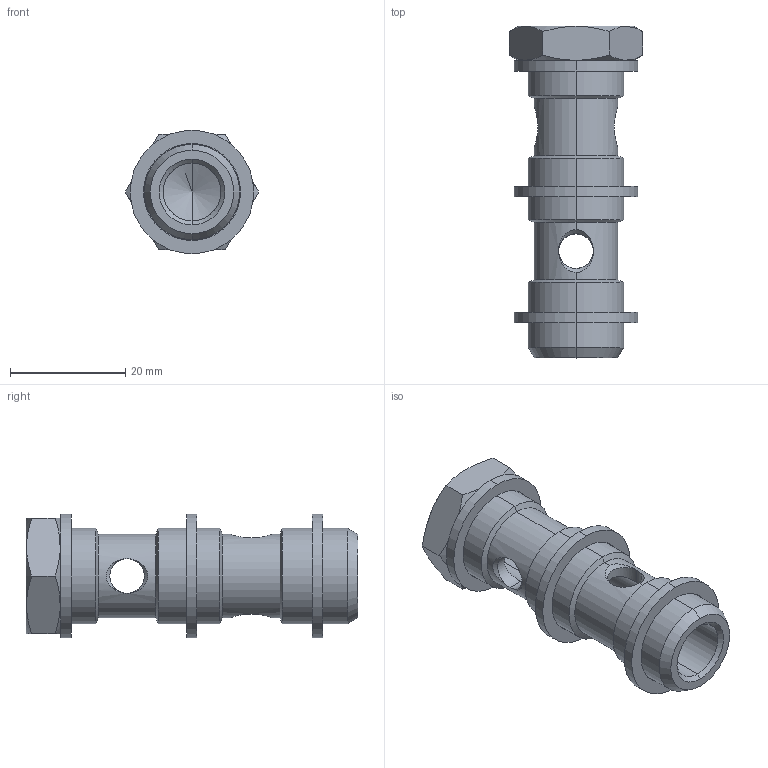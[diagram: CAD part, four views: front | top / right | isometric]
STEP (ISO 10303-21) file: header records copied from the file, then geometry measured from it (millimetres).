
FILE_DESCRIPTION (( 'STEP AP203' ), '1' );
FILE_NAME ('A0220003.STEP', '2009-12-03T13:32:39', ( 'Gabriele' ), ( 'C.Matic srl' ), 'SwSTEP 2.0', 'SolidWorks 2009', '' );
FILE_SCHEMA (( 'CONFIG_CONTROL_DESIGN' ));
Length unit declared in the file: millimetre
Products named in the file (3): A0220003; 003-0050; 001-0193
Assembly tree (4 placements, depth 2):
  A0220003
    003-0050  x3
    001-0193
Bounding box: 23.09 x 57.5 x 21.4 mm (x, y, z)
Volume: 8416.8 mm3; surface area: 6700.1 mm2
Topology: 4 solids, 4 shells, 73 faces, 178 edges, 109 vertices
Faces by surface type: cylinder 32, cone 26, plane 15
Entity records: 2719 total; most frequent: CARTESIAN_POINT 945, ORIENTED_EDGE 304, DIRECTION 288, EDGE_CURVE 152, AXIS2_PLACEMENT_3D 116, VERTEX_POINT 93, EDGE_LOOP 69, FACE_OUTER_BOUND 61
